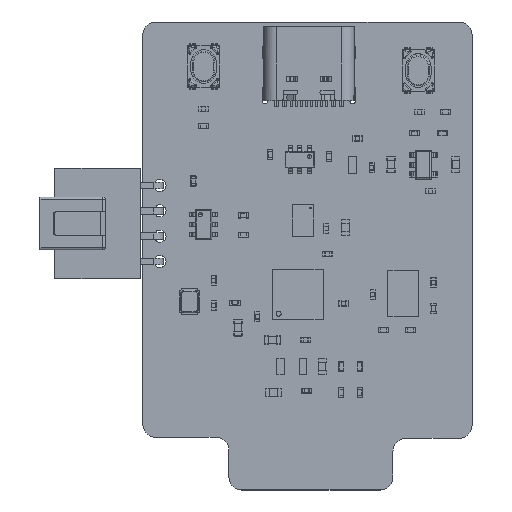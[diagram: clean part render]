
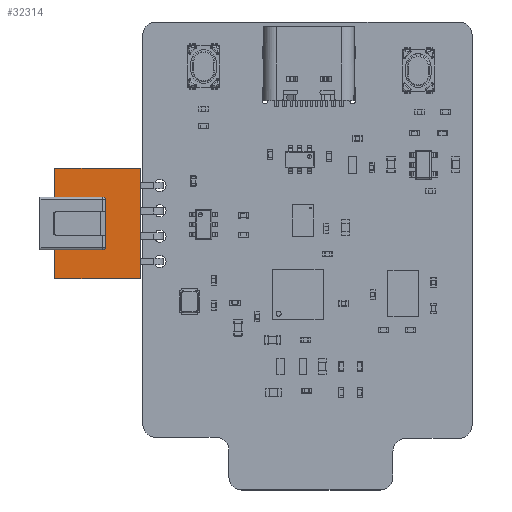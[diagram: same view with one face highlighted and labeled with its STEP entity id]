
A CAD part, top view. The second image highlights one B-rep face of the part: STEP entity #32314.
In plain terms, the highlighted face is planar.
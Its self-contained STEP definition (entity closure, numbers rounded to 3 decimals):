
#31295 = VERTEX_POINT('',#31296);
#31296 = CARTESIAN_POINT('',(-5.47,1.74,-4.23));
#31302 = EDGE_CURVE('',#31295,#31303,#31305,.T.);
#31303 = VERTEX_POINT('',#31304);
#31304 = CARTESIAN_POINT('',(-5.47,1.74,4.23));
#31305 = LINE('',#31306,#31307);
#31306 = CARTESIAN_POINT('',(-5.47,1.74,-4.23));
#31307 = VECTOR('',#31308,1.);
#31308 = DIRECTION('',(0.,0.,1.));
#31457 = VERTEX_POINT('',#31458);
#31458 = CARTESIAN_POINT('',(5.47,1.74,4.23));
#31464 = EDGE_CURVE('',#31457,#31465,#31467,.T.);
#31465 = VERTEX_POINT('',#31466);
#31466 = CARTESIAN_POINT('',(5.47,1.74,-4.23));
#31467 = LINE('',#31468,#31469);
#31468 = CARTESIAN_POINT('',(5.47,1.74,4.23));
#31469 = VECTOR('',#31470,1.);
#31470 = DIRECTION('',(0.,0.,-1.));
#31695 = VERTEX_POINT('',#31696);
#31696 = CARTESIAN_POINT('',(2.6,1.74,4.23));
#31702 = EDGE_CURVE('',#31695,#31457,#31703,.T.);
#31703 = LINE('',#31704,#31705);
#31704 = CARTESIAN_POINT('',(2.6,1.74,4.23));
#31705 = VECTOR('',#31706,1.);
#31706 = DIRECTION('',(1.,0.,0.));
#31711 = EDGE_CURVE('',#31303,#31712,#31714,.T.);
#31712 = VERTEX_POINT('',#31713);
#31713 = CARTESIAN_POINT('',(-2.6,1.74,4.23));
#31714 = LINE('',#31715,#31716);
#31715 = CARTESIAN_POINT('',(-5.47,1.74,4.23));
#31716 = VECTOR('',#31717,1.);
#31717 = DIRECTION('',(1.,0.,0.));
#32183 = EDGE_CURVE('',#31465,#31295,#32184,.T.);
#32184 = LINE('',#32185,#32186);
#32185 = CARTESIAN_POINT('',(5.47,1.74,-4.23));
#32186 = VECTOR('',#32187,1.);
#32187 = DIRECTION('',(-1.,0.,0.));
#32314 = ADVANCED_FACE('',(#32315),#32362,.T.);
#32315 = FACE_BOUND('',#32316,.F.);
#32316 = EDGE_LOOP('',(#32317,#32327,#32336,#32342,#32343,#32344,#32345,
    #32346,#32347,#32355));
#32317 = ORIENTED_EDGE('',*,*,#32318,.F.);
#32318 = EDGE_CURVE('',#32319,#32321,#32323,.T.);
#32319 = VERTEX_POINT('',#32320);
#32320 = CARTESIAN_POINT('',(-2.35,1.74,-0.77));
#32321 = VERTEX_POINT('',#32322);
#32322 = CARTESIAN_POINT('',(2.35,1.74,-0.77));
#32323 = LINE('',#32324,#32325);
#32324 = CARTESIAN_POINT('',(-2.35,1.74,-0.77));
#32325 = VECTOR('',#32326,1.);
#32326 = DIRECTION('',(1.,0.,0.));
#32327 = ORIENTED_EDGE('',*,*,#32328,.F.);
#32328 = EDGE_CURVE('',#32329,#32319,#32331,.T.);
#32329 = VERTEX_POINT('',#32330);
#32330 = CARTESIAN_POINT('',(-2.6,1.74,-0.52));
#32331 = CIRCLE('',#32332,0.25);
#32332 = AXIS2_PLACEMENT_3D('',#32333,#32334,#32335);
#32333 = CARTESIAN_POINT('',(-2.35,1.74,-0.52));
#32334 = DIRECTION('',(0.,-1.,0.));
#32335 = DIRECTION('',(-1.,0.,0.));
#32336 = ORIENTED_EDGE('',*,*,#32337,.F.);
#32337 = EDGE_CURVE('',#31712,#32329,#32338,.T.);
#32338 = LINE('',#32339,#32340);
#32339 = CARTESIAN_POINT('',(-2.6,1.74,4.23));
#32340 = VECTOR('',#32341,1.);
#32341 = DIRECTION('',(0.,0.,-1.));
#32342 = ORIENTED_EDGE('',*,*,#31711,.F.);
#32343 = ORIENTED_EDGE('',*,*,#31302,.F.);
#32344 = ORIENTED_EDGE('',*,*,#32183,.F.);
#32345 = ORIENTED_EDGE('',*,*,#31464,.F.);
#32346 = ORIENTED_EDGE('',*,*,#31702,.F.);
#32347 = ORIENTED_EDGE('',*,*,#32348,.T.);
#32348 = EDGE_CURVE('',#31695,#32349,#32351,.T.);
#32349 = VERTEX_POINT('',#32350);
#32350 = CARTESIAN_POINT('',(2.6,1.74,-0.52));
#32351 = LINE('',#32352,#32353);
#32352 = CARTESIAN_POINT('',(2.6,1.74,4.23));
#32353 = VECTOR('',#32354,1.);
#32354 = DIRECTION('',(0.,0.,-1.));
#32355 = ORIENTED_EDGE('',*,*,#32356,.F.);
#32356 = EDGE_CURVE('',#32321,#32349,#32357,.T.);
#32357 = CIRCLE('',#32358,0.25);
#32358 = AXIS2_PLACEMENT_3D('',#32359,#32360,#32361);
#32359 = CARTESIAN_POINT('',(2.35,1.74,-0.52));
#32360 = DIRECTION('',(0.,-1.,0.));
#32361 = DIRECTION('',(0.,0.,-1.));
#32362 = PLANE('',#32363);
#32363 = AXIS2_PLACEMENT_3D('',#32364,#32365,#32366);
#32364 = CARTESIAN_POINT('',(0.,1.74,0.));
#32365 = DIRECTION('',(0.,1.,0.));
#32366 = DIRECTION('',(1.,0.,0.));
